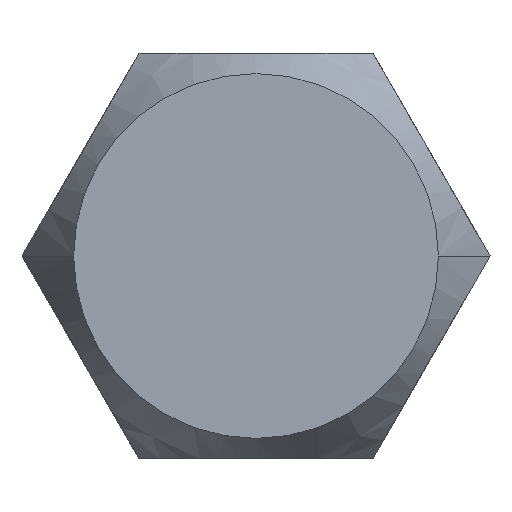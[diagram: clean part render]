
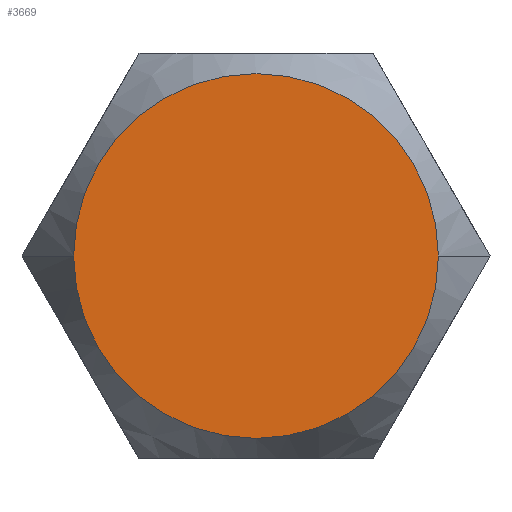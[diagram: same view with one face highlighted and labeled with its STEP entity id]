
A CAD part, front view. The second image highlights one B-rep face of the part: STEP entity #3669.
In plain terms, the highlighted planar face has unit normal (0, -1, 0).
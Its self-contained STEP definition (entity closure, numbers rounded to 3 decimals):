
#27 = CARTESIAN_POINT ( 'NONE',  ( 2.858, 0., 0. ) ) ;
#67 = EDGE_CURVE ( 'Defeature ausgef�hrt1_36+Defeature ausgef�hrt1_35+Defeature ausgef�hrt1_35+Defeature ausgef�hrt1_35', #1830, #3399, #793, .T. ) ;
#71 = AXIS2_PLACEMENT_3D ( 'NONE', #3652, #2590, #2632 ) ;
#499 = CARTESIAN_POINT ( 'NONE',  ( 0., 0., 0. ) ) ;
#712 = EDGE_CURVE ( 'Defeature ausgef�hrt1_36+Defeature ausgef�hrt1_35+Defeature ausgef�hrt1_35+Defeature ausgef�hrt1_35', #3399, #1830, #3073, .T. ) ;
#793 = CIRCLE ( 'NONE', #2294, 2.858 ) ;
#936 = DIRECTION ( 'NONE',  ( -1., 0., 0. ) ) ;
#1830 = VERTEX_POINT ( 'NONE', #3457 ) ;
#1837 = FACE_OUTER_BOUND ( 'NONE', #4047, .T. ) ;
#1878 = ORIENTED_EDGE ( 'NONE', *, *, #67, .T. ) ;
#2084 = PLANE ( 'NONE',  #71 ) ;
#2179 = DIRECTION ( 'NONE',  ( 0., -1., 0. ) ) ;
#2294 = AXIS2_PLACEMENT_3D ( 'NONE', #499, #3951, #3304 ) ;
#2590 = DIRECTION ( 'NONE',  ( 0., -1., 0. ) ) ;
#2632 = DIRECTION ( 'NONE',  ( -1., 0., 0. ) ) ;
#2923 = ORIENTED_EDGE ( 'NONE', *, *, #712, .T. ) ;
#3073 = CIRCLE ( 'NONE', #3696, 2.858 ) ;
#3304 = DIRECTION ( 'NONE',  ( -1., 0., 0. ) ) ;
#3399 = VERTEX_POINT ( 'NONE', #27 ) ;
#3457 = CARTESIAN_POINT ( 'NONE',  ( -2.858, 0., 0. ) ) ;
#3506 = CARTESIAN_POINT ( 'NONE',  ( 0., 0., 0. ) ) ;
#3652 = CARTESIAN_POINT ( 'NONE',  ( 0., 0., 6.35 ) ) ;
#3669 = ADVANCED_FACE ( 'Defeature ausgef�hrt1_36', ( #1837 ), #2084, .T. ) ;
#3696 = AXIS2_PLACEMENT_3D ( 'NONE', #3506, #2179, #936 ) ;
#3951 = DIRECTION ( 'NONE',  ( 0., -1., 0. ) ) ;
#4047 = EDGE_LOOP ( 'NONE', ( #2923, #1878 ) ) ;
